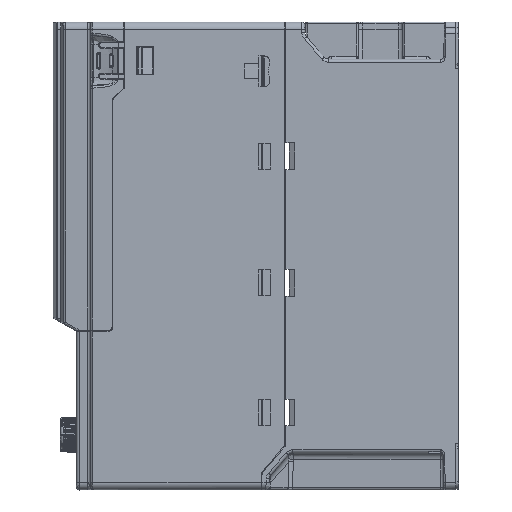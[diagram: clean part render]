
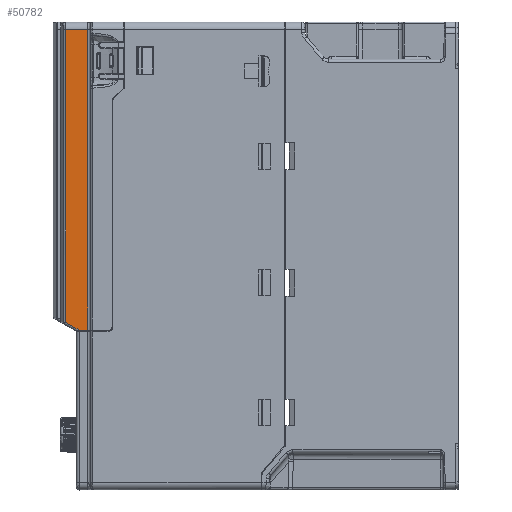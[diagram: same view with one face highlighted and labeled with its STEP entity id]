
A CAD part, left-side view. The second image highlights one B-rep face of the part: STEP entity #50782.
In plain terms, the highlighted planar face has unit normal (-0.999, 0.035, 0).
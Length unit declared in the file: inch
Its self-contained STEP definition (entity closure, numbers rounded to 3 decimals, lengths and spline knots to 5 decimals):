
#1445 = ORIENTED_EDGE ( 'NONE', *, *, #109989, .T. ) ;
#3575 = VERTEX_POINT ( 'NONE', #161279 ) ;
#14979 = CARTESIAN_POINT ( 'NONE',  ( -0.96587, 5.01387, -4.06849 ) ) ;
#22916 = VECTOR ( 'NONE', #170287, 39.37008 ) ;
#25012 = DIRECTION ( 'NONE',  ( -0.035, -0.999, 0. ) ) ;
#25094 = VECTOR ( 'NONE', #156837, 39.37008 ) ;
#25617 = PLANE ( 'NONE',  #66160 ) ;
#32003 = VECTOR ( 'NONE', #151380, 39.37008 ) ;
#33520 = ORIENTED_EDGE ( 'NONE', *, *, #112128, .F. ) ;
#36679 = ORIENTED_EDGE ( 'NONE', *, *, #133956, .F. ) ;
#45381 = CARTESIAN_POINT ( 'NONE',  ( -0.95933, 5.20122, -3.96032 ) ) ;
#50782 = ADVANCED_FACE ( 'NONE', ( #91442 ), #25617, .F. ) ;
#53608 = DIRECTION ( 'NONE',  ( 0., 0., 1. ) ) ;
#54318 = DIRECTION ( 'NONE',  ( 0.999, -0.035, 0. ) ) ;
#59314 = CARTESIAN_POINT ( 'NONE',  ( -0.95964, 5.19224, -0.08917 ) ) ;
#60339 = LINE ( 'NONE', #178991, #32003 ) ;
#66160 = AXIS2_PLACEMENT_3D ( 'NONE', #108915, #54318, #25012 ) ;
#72327 = VERTEX_POINT ( 'NONE', #14979 ) ;
#86373 = LINE ( 'NONE', #45381, #25094 ) ;
#91442 = FACE_OUTER_BOUND ( 'NONE', #167381, .T. ) ;
#91462 = CARTESIAN_POINT ( 'NONE',  ( -0.96984, 4.9002, -4.06849 ) ) ;
#94233 = CARTESIAN_POINT ( 'NONE',  ( -0.95964, 5.19224, -3.9655 ) ) ;
#103056 = VERTEX_POINT ( 'NONE', #91462 ) ;
#105404 = CARTESIAN_POINT ( 'NONE',  ( -0.95964, 5.19224, -0.09843 ) ) ;
#108915 = CARTESIAN_POINT ( 'NONE',  ( -0.96457, 5.05118, 0.10791 ) ) ;
#109153 = DIRECTION ( 'NONE',  ( -0.035, -0.999, 0. ) ) ;
#109989 = EDGE_CURVE ( 'NONE', #72327, #103056, #60339, .T. ) ;
#110567 = LINE ( 'NONE', #59314, #22916 ) ;
#112128 = EDGE_CURVE ( 'NONE', #180865, #3575, #116862, .T. ) ;
#116862 = LINE ( 'NONE', #171700, #171712 ) ;
#130095 = VERTEX_POINT ( 'NONE', #94233 ) ;
#133956 = EDGE_CURVE ( 'NONE', #72327, #130095, #86373, .T. ) ;
#134979 = ORIENTED_EDGE ( 'NONE', *, *, #140724, .T. ) ;
#140724 = EDGE_CURVE ( 'NONE', #103056, #3575, #150703, .T. ) ;
#140824 = ORIENTED_EDGE ( 'NONE', *, *, #155799, .F. ) ;
#150703 = LINE ( 'NONE', #151677, #159485 ) ;
#151380 = DIRECTION ( 'NONE',  ( -0.035, -0.999, 0. ) ) ;
#151677 = CARTESIAN_POINT ( 'NONE',  ( -0.96984, 4.9002, -0.08922 ) ) ;
#155799 = EDGE_CURVE ( 'NONE', #130095, #180865, #110567, .T. ) ;
#156837 = DIRECTION ( 'NONE',  ( 0.03, 0.866, 0.5 ) ) ;
#159485 = VECTOR ( 'NONE', #53608, 39.37008 ) ;
#161279 = CARTESIAN_POINT ( 'NONE',  ( -0.96984, 4.9002, -0.09843 ) ) ;
#167381 = EDGE_LOOP ( 'NONE', ( #140824, #36679, #1445, #134979, #33520 ) ) ;
#170287 = DIRECTION ( 'NONE',  ( 0., 0., 1. ) ) ;
#171700 = CARTESIAN_POINT ( 'NONE',  ( -0.96457, 5.05118, -0.09843 ) ) ;
#171712 = VECTOR ( 'NONE', #109153, 39.37008 ) ;
#178991 = CARTESIAN_POINT ( 'NONE',  ( -0.96587, 5.01387, -4.06849 ) ) ;
#180865 = VERTEX_POINT ( 'NONE', #105404 ) ;
